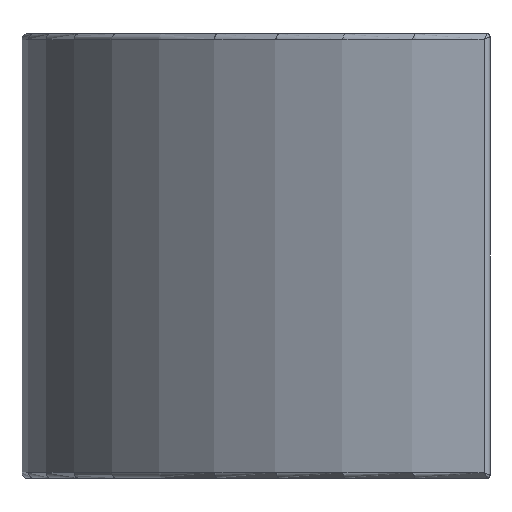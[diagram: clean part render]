
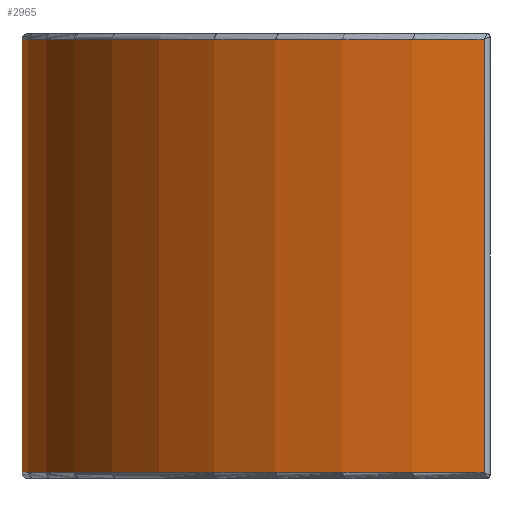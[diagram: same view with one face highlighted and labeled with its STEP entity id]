
A CAD part, left-side view. The second image highlights one B-rep face of the part: STEP entity #2965.
In plain terms, the highlighted cylindrical face has radius 80 mm (diameter 160 mm), a partial arc.
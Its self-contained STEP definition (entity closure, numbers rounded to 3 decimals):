
#34 = AXIS2_PLACEMENT_3D ( 'NONE', #4584, #4588, #4596 ) ;
#200 = AXIS2_PLACEMENT_3D ( 'NONE', #1293, #1291, #1290 ) ;
#201 = AXIS2_PLACEMENT_3D ( 'NONE', #1296, #1295, #1294 ) ;
#555 = ORIENTED_EDGE ( 'NONE', *, *, #4917, .F. ) ;
#556 = ORIENTED_EDGE ( 'NONE', *, *, #4939, .T. ) ;
#557 = ORIENTED_EDGE ( 'NONE', *, *, #4938, .T. ) ;
#558 = ORIENTED_EDGE ( 'NONE', *, *, #4940, .T. ) ;
#1290 = DIRECTION ( 'NONE',  ( -1., 0., 0. ) ) ;
#1291 = DIRECTION ( 'NONE',  ( 0., 0., 1. ) ) ;
#1293 = CARTESIAN_POINT ( 'NONE',  ( 43.101, -33.805, 1. ) ) ;
#1294 = DIRECTION ( 'NONE',  ( -1., 0., 0. ) ) ;
#1295 = DIRECTION ( 'NONE',  ( 0., 0., -1. ) ) ;
#1296 = CARTESIAN_POINT ( 'NONE',  ( 43.101, -33.805, 75. ) ) ;
#1297 = DIRECTION ( 'NONE',  ( 0., 0., -1. ) ) ;
#1299 = CARTESIAN_POINT ( 'NONE',  ( 42.088, 46.189, 76. ) ) ;
#1394 = DIRECTION ( 'NONE',  ( 0., 0., -1. ) ) ;
#1397 = CARTESIAN_POINT ( 'NONE',  ( -36.893, -32.792, 76. ) ) ;
#2546 = CIRCLE ( 'NONE', #200, 80. ) ;
#2547 = VECTOR ( 'NONE', #1297, 1000. ) ;
#2548 = LINE ( 'NONE', #1299, #2547 ) ;
#2554 = CIRCLE ( 'NONE', #201, 80. ) ;
#2575 = VECTOR ( 'NONE', #1394, 1000. ) ;
#2606 = LINE ( 'NONE', #1397, #2575 ) ;
#2775 = CYLINDRICAL_SURFACE ( 'NONE', #34, 80. ) ;
#2779 = FACE_OUTER_BOUND ( 'NONE', #3915, .T. ) ;
#2965 = ADVANCED_FACE ( 'NONE', ( #2779 ), #2775, .T. ) ;
#3244 = CARTESIAN_POINT ( 'NONE',  ( -36.893, -32.792, 75. ) ) ;
#3473 = CARTESIAN_POINT ( 'NONE',  ( -36.893, -32.792, 1. ) ) ;
#3489 = CARTESIAN_POINT ( 'NONE',  ( 42.088, 46.189, 1. ) ) ;
#3531 = CARTESIAN_POINT ( 'NONE',  ( 42.088, 46.189, 75. ) ) ;
#3708 = VERTEX_POINT ( 'NONE', #3244 ) ;
#3915 = EDGE_LOOP ( 'NONE', ( #555, #556, #557, #558 ) ) ;
#4025 = VERTEX_POINT ( 'NONE', #3531 ) ;
#4099 = VERTEX_POINT ( 'NONE', #3489 ) ;
#4156 = VERTEX_POINT ( 'NONE', #3473 ) ;
#4584 = CARTESIAN_POINT ( 'NONE',  ( 43.101, -33.805, 76. ) ) ;
#4588 = DIRECTION ( 'NONE',  ( 0., 0., -1. ) ) ;
#4596 = DIRECTION ( 'NONE',  ( -1., 0., 0. ) ) ;
#4917 = EDGE_CURVE ( 'NONE', #3708, #4156, #2606, .T. ) ;
#4938 = EDGE_CURVE ( 'NONE', #4025, #4099, #2548, .T. ) ;
#4939 = EDGE_CURVE ( 'NONE', #3708, #4025, #2554, .T. ) ;
#4940 = EDGE_CURVE ( 'NONE', #4099, #4156, #2546, .T. ) ;
